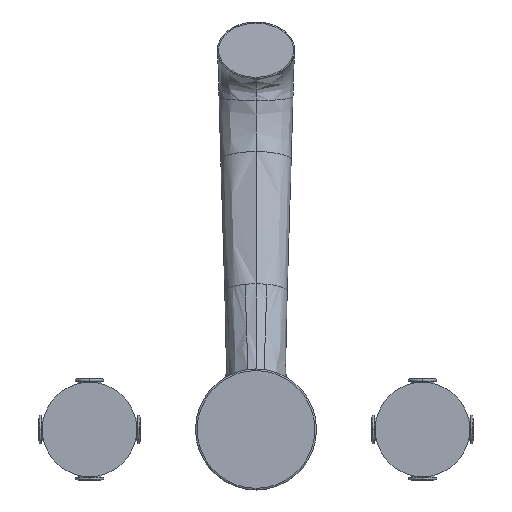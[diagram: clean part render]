
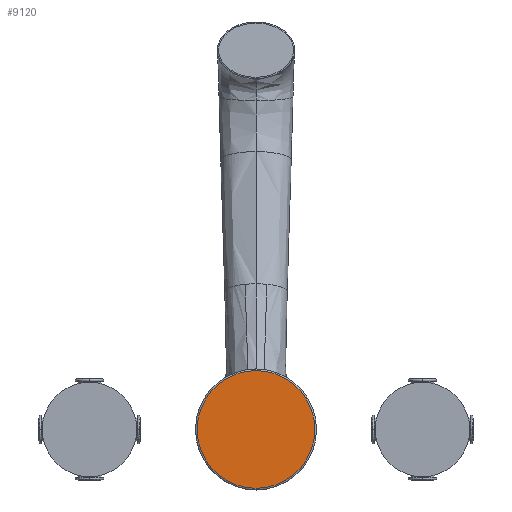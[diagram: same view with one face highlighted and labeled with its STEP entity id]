
A CAD part, front view. The second image highlights one B-rep face of the part: STEP entity #9120.
In plain terms, the highlighted planar face has unit normal (0, -1, 0).
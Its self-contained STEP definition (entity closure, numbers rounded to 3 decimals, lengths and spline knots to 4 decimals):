
#4669=CARTESIAN_POINT('',(0.,0.,0.));
#4670=DIRECTION('',(0.,1.,0.));
#4671=DIRECTION('',(0.,0.,-1.));
#4672=AXIS2_PLACEMENT_3D('',#4669,#4670,#4671);
#4679=CARTESIAN_POINT('',(0.,0.,0.));
#4680=DIRECTION('',(0.,1.,0.));
#4681=DIRECTION('',(0.,0.,1.));
#4682=AXIS2_PLACEMENT_3D('',#4679,#4680,#4681);
#5652=CARTESIAN_POINT('',(0.,0.,-1.4144));
#5653=CARTESIAN_POINT('',(0.,0.,1.4144));
#5654=VERTEX_POINT('',#5652);
#5655=VERTEX_POINT('',#5653);
#9110=CARTESIAN_POINT('',(0.,0.,0.));
#9111=DIRECTION('',(0.,1.,0.));
#9112=DIRECTION('',(0.,0.,-1.));
#9113=AXIS2_PLACEMENT_3D('',#9110,#9111,#9112);
#9114=PLANE('',#9113);
#9115=ORIENTED_EDGE('',*,*,#9100,.T.);
#9117=ORIENTED_EDGE('',*,*,#9116,.T.);
#9118=EDGE_LOOP('',(#9115,#9117));
#9119=FACE_OUTER_BOUND('',#9118,.F.);
#9120=ADVANCED_FACE('',(#9119),#9114,.F.);
#4673=CIRCLE('',#4672,1.4144);
#4683=CIRCLE('',#4682,1.4144);
#9100=EDGE_CURVE('',#5654,#5655,#4673,.T.);
#9116=EDGE_CURVE('',#5655,#5654,#4683,.T.);
